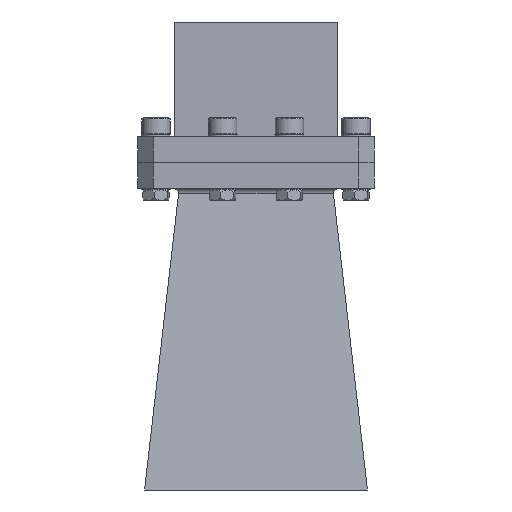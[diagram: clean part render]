
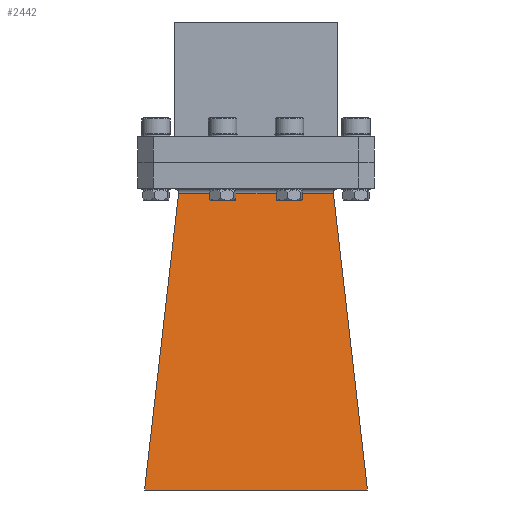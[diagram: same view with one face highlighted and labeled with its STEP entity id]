
A CAD part, front view. The second image highlights one B-rep face of the part: STEP entity #2442.
In plain terms, the highlighted planar face has unit normal (0, -0.989, 0.147).
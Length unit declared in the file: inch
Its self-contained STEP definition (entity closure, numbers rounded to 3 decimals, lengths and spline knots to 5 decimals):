
#1585 = VECTOR ( 'NONE', #9465, 39.37008 ) ;
#2442 = ADVANCED_FACE ( 'NONE', ( #24041 ), #2601, .T. ) ;
#2445 = LINE ( 'NONE', #15013, #1585 ) ;
#2601 = PLANE ( 'NONE',  #17343 ) ;
#3536 = EDGE_CURVE ( 'NONE', #28133, #16754, #31115, .T. ) ;
#3966 = CARTESIAN_POINT ( 'NONE',  ( 0.7468, -0.37364, -0.3001 ) ) ;
#4558 = CARTESIAN_POINT ( 'NONE',  ( 1.075, -0.8, -3.16 ) ) ;
#6508 = CARTESIAN_POINT ( 'NONE',  ( -1.075, -0.8, -3.16 ) ) ;
#6943 = ORIENTED_EDGE ( 'NONE', *, *, #10367, .F. ) ;
#7755 = EDGE_CURVE ( 'NONE', #28191, #28133, #19745, .T. ) ;
#8231 = CARTESIAN_POINT ( 'NONE',  ( -1.075, -0.8, -3.16 ) ) ;
#9465 = DIRECTION ( 'NONE',  ( 1., 0., 0. ) ) ;
#10367 = EDGE_CURVE ( 'NONE', #32582, #16754, #35015, .T. ) ;
#10780 = DIRECTION ( 'NONE',  ( 0., -0.989, 0.147 ) ) ;
#12005 = CARTESIAN_POINT ( 'NONE',  ( 0.24893, -0.37364, -0.3001 ) ) ;
#12596 = VECTOR ( 'NONE', #27214, 39.37008 ) ;
#13778 = ORIENTED_EDGE ( 'NONE', *, *, #3536, .T. ) ;
#15013 = CARTESIAN_POINT ( 'NONE',  ( -1.075, -0.8, -3.16 ) ) ;
#16754 = VERTEX_POINT ( 'NONE', #30403 ) ;
#17343 = AXIS2_PLACEMENT_3D ( 'NONE', #27008, #10780, #29717 ) ;
#19745 = LINE ( 'NONE', #4558, #21837 ) ;
#21837 = VECTOR ( 'NONE', #34046, 39.37008 ) ;
#22636 = CARTESIAN_POINT ( 'NONE',  ( -0.24893, -0.37364, -0.3001 ) ) ;
#23014 = CARTESIAN_POINT ( 'NONE',  ( 1.075, -0.8, -3.16 ) ) ;
#23781 = EDGE_LOOP ( 'NONE', ( #25074, #13778, #6943, #29091 ) ) ;
#24041 = FACE_OUTER_BOUND ( 'NONE', #23781, .T. ) ;
#25074 = ORIENTED_EDGE ( 'NONE', *, *, #7755, .T. ) ;
#25357 = CARTESIAN_POINT ( 'NONE',  ( 0.7468, -0.37364, -0.3001 ) ) ;
#25712 = CARTESIAN_POINT ( 'NONE',  ( -0.7468, -0.37364, -0.3001 ) ) ;
#27008 = CARTESIAN_POINT ( 'NONE',  ( 0., -0.32175, 0.04797 ) ) ;
#27214 = DIRECTION ( 'NONE',  ( 0.113, 0.147, 0.983 ) ) ;
#28133 = VERTEX_POINT ( 'NONE', #3966 ) ;
#28191 = VERTEX_POINT ( 'NONE', #23014 ) ;
#29091 = ORIENTED_EDGE ( 'NONE', *, *, #29971, .T. ) ;
#29717 = DIRECTION ( 'NONE',  ( 0., -0.147, -0.989 ) ) ;
#29971 = EDGE_CURVE ( 'NONE', #32582, #28191, #2445, .T. ) ;
#30403 = CARTESIAN_POINT ( 'NONE',  ( -0.7468, -0.37364, -0.3001 ) ) ;
#31115 = B_SPLINE_CURVE_WITH_KNOTS ( 'NONE', 3,
 ( #25357, #12005, #22636, #25712 ),
 .UNSPECIFIED., .F., .F.,
 ( 4, 4 ),
 ( 0., 1. ),
 .UNSPECIFIED. ) ;
#32582 = VERTEX_POINT ( 'NONE', #6508 ) ;
#34046 = DIRECTION ( 'NONE',  ( -0.113, 0.147, 0.983 ) ) ;
#35015 = LINE ( 'NONE', #8231, #12596 ) ;
